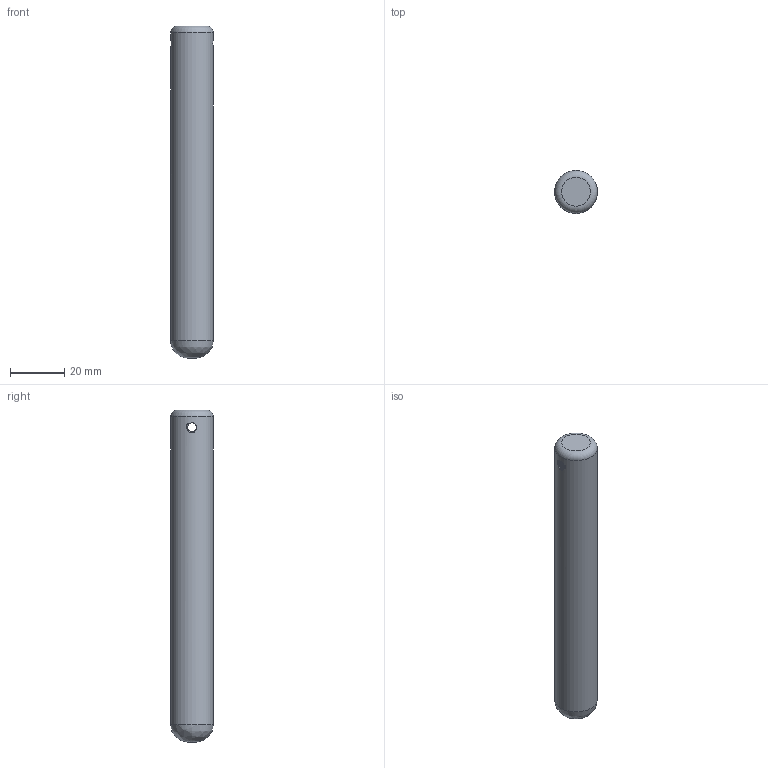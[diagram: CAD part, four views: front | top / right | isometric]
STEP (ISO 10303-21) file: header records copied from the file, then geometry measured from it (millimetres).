
FILE_DESCRIPTION(/* description */ (''),/* implementation_level */ '2;1');
FILE_NAME(/* name */ 'Bolt_.step',/* time_stamp */ '2024-04-02T23:10:26-05:00',/* author */ (''),/* organization */ (''),/* preprocessor_version */ 'ST-DEVELOPER v20',/* originating_system */ 'Autodesk Translation Framework v12.20.1.177',/* authorisation */ '');
FILE_SCHEMA (('AUTOMOTIVE_DESIGN { 1 0 10303 214 3 1 1 }'));
Length unit declared in the file: inch
Products named in the file (1): Bolt
Bounding box: 15.67 x 15.67 x 121.92 mm (x, y, z)
Volume: 22940.4 mm3; surface area: 6451.7 mm2
Topology: 1 solids, 1 shells, 54 faces, 158 edges, 105 vertices
Faces by surface type: cylinder 48, bspline 3, plane 2, torus 1
Full cylindrical faces by diameter (mm): 3.332 x13, 4.11 x11, 15.672 x1
Entity records: 4340 total; most frequent: CARTESIAN_POINT 3083, ORIENTED_EDGE 316, DIRECTION 161, EDGE_CURVE 158, B_SPLINE_CURVE_WITH_KNOTS 107, VERTEX_POINT 105, AXIS2_PLACEMENT_3D 58, EDGE_LOOP 55
